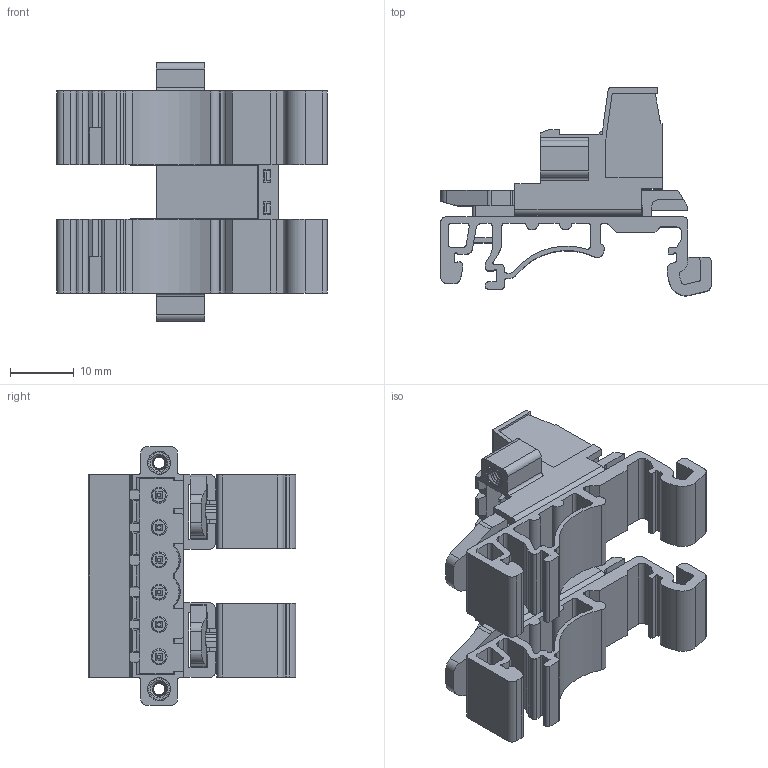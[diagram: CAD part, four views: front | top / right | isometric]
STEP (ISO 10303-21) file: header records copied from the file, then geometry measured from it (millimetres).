
FILE_DESCRIPTION((''),'2;1');
FILE_NAME('WJ2EDGURKM-508-06P','2019-01-11T',('Administrator'),(''),'CREO PARAMETRIC BY PTC INC, 2016380','CREO PARAMETRIC BY PTC INC, 2016380','');
FILE_SCHEMA(('CONFIG_CONTROL_DESIGN'));
Products named in the file (1): WJ2EDGURKM-508-06P
Bounding box: 42.5 x 32.65 x 40.64 mm (x, y, z)
Volume: 11071.5 mm3; surface area: 15117.7 mm2
Topology: 1 solids, 1 shells, 1781 faces, 5331 edges, 3382 vertices
Faces by surface type: plane 1281, cylinder 398, cone 50, torus 24, bspline 16, sphere 12
Entity records: 64512 total; most frequent: CARTESIAN_POINT 16110, ORIENTED_EDGE 10638, DIRECTION 9581, EDGE_CURVE 5319, VECTOR 3733, LINE 3733, VERTEX_POINT 3382, AXIS2_PLACEMENT_3D 2924
